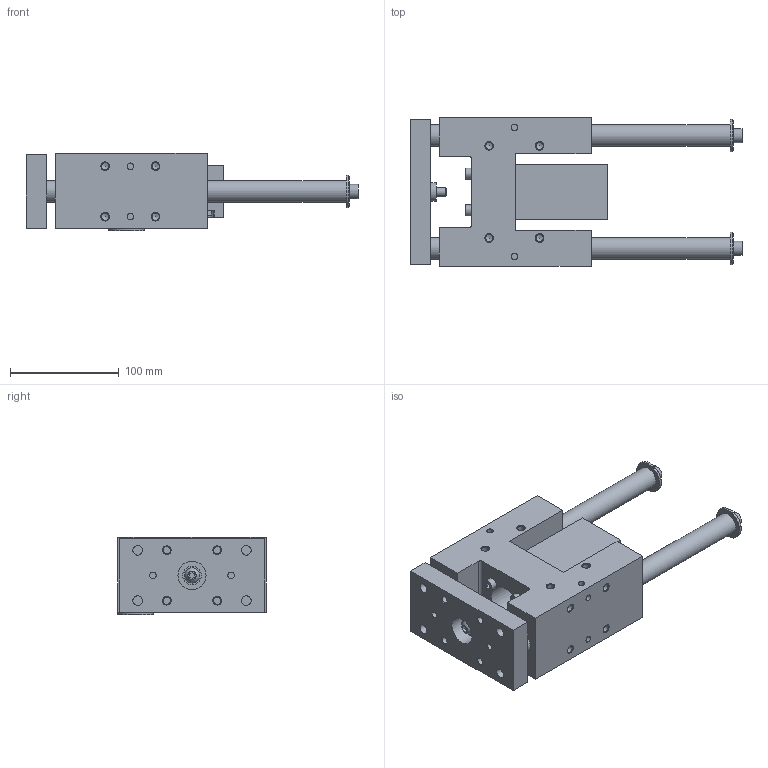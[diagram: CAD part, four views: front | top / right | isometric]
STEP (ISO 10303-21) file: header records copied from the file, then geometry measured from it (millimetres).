
FILE_DESCRIPTION( ( 'STEP AP214' ), '1' );
FILE_NAME( '3262284.step', '2006-07-07T14:19:41', ( ' ' ), ( ' ' ), 'XStep 1.0', ' ', ' ' );
FILE_SCHEMA( ( 'automotive_design' ) );
Length unit declared in the file: metre
Products named in the file (2): 1; 2
Bounding box: 306 x 137 x 71 mm (x, y, z)
Volume: 1112610.4 mm3; surface area: 209987.4 mm2
Topology: 2 solids, 12 shells, 365 faces, 855 edges, 570 vertices
Faces by surface type: plane 188, cylinder 131, cone 45, sphere 1
Full cylindrical faces by diameter (mm): 3.242 x6, 4 x6, 4.134 x4, 4.5 x3, 4.918 x6, 6 x14, 6.5 x3, 6.647 x28, 7 x3, 8 x2, 8.2 x12, 9 x4, 10 x3, 10.5 x1, 13 x2, 15 x4, 17 x2, 20 x5, 26 x1, 30 x3, 33 x1
Entity records: 12489 total; most frequent: CARTESIAN_POINT 2022, DIRECTION 1604, ORIENTED_EDGE 1208, AXIS2_PLACEMENT_3D 647, EDGE_LOOP 623, EDGE_CURVE 604, VERTEX_POINT 499, FACE_OUTER_BOUND 479
